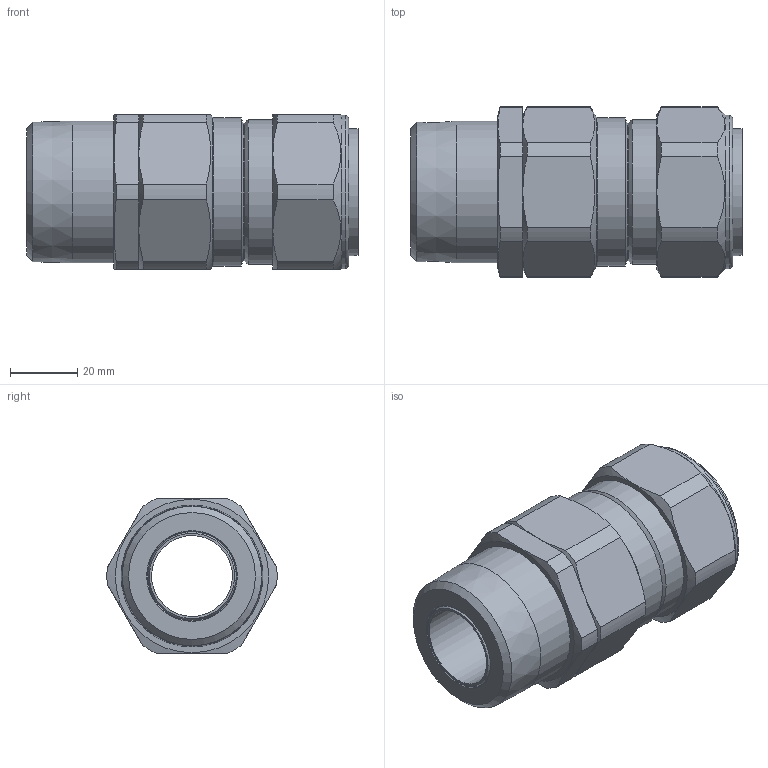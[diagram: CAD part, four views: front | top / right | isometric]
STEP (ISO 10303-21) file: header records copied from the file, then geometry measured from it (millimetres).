
FILE_DESCRIPTION (( 'STEP AP203' ), '1' );
FILE_NAME ('32PX2KX1RA034.STEP', '2017-08-14T12:15:15', ( '' ), ( '' ), 'SwSTEP 2.0', 'SolidWorks 2017', '' );
FILE_SCHEMA (( 'CONFIG_CONTROL_DESIGN' ));
Length unit declared in the file: millimetre
Products named in the file (1): 32PX2KX1RA034
Bounding box: 98.65 x 50.58 x 46 mm (x, y, z)
Surface area: 26813.8 mm2 (no closed solid volume)
Topology: 0 solids, 7 shells, 83 faces, 206 edges, 132 vertices
Faces by surface type: plane 27, cylinder 27, cone 26, torus 3
Full cylindrical faces by diameter (mm): 24 x1, 26.45 x1, 34 x1, 34.1 x1, 40.718 x1, 42.16 x1, 43 x1, 44 x1, 45.5 x1
Entity records: 2610 total; most frequent: CARTESIAN_POINT 736, DIRECTION 384, ORIENTED_EDGE 323, AXIS2_PLACEMENT_3D 171, EDGE_CURVE 171, VERTEX_POINT 123, EDGE_LOOP 118, FACE_OUTER_BOUND 95
